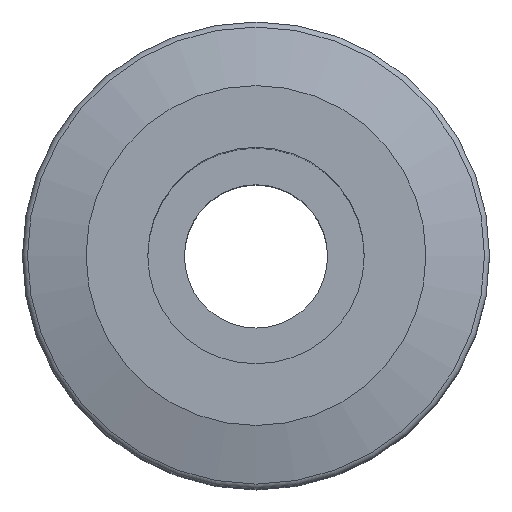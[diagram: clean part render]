
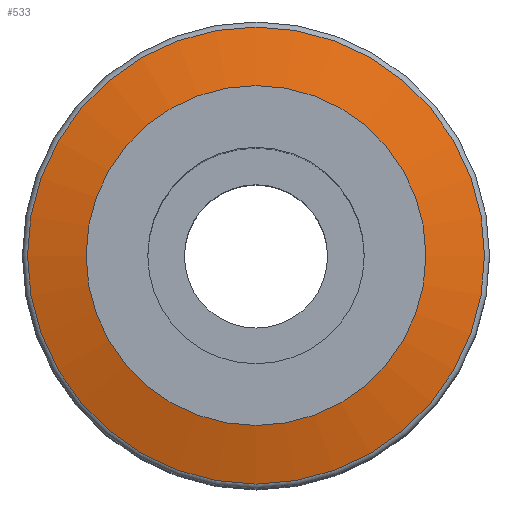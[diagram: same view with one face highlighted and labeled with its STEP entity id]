
A CAD part, top view. The second image highlights one B-rep face of the part: STEP entity #533.
In plain terms, the highlighted conical face has half-angle 75 degrees and reference radius 6.702 mm.
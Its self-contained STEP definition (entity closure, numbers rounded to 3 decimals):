
#35=CONICAL_SURFACE('',#570,6.702,1.309);
#39=ORIENTED_EDGE('',*,*,#99,.T.);
#40=ORIENTED_EDGE('',*,*,#100,.F.);
#99=EDGE_CURVE('',#129,#129,#159,.T.);
#100=EDGE_CURVE('',#130,#130,#160,.T.);
#129=VERTEX_POINT('',#757);
#130=VERTEX_POINT('',#759);
#159=CIRCLE('',#571,4.984);
#160=CIRCLE('',#572,6.702);
#189=EDGE_LOOP('',(#39));
#190=EDGE_LOOP('',(#40));
#249=FACE_BOUND('',#189,.T.);
#250=FACE_BOUND('',#190,.T.);
#533=ADVANCED_FACE('',(#249,#250),#35,.T.);
#570=AXIS2_PLACEMENT_3D('',#755,#635,#636);
#571=AXIS2_PLACEMENT_3D('',#756,#637,#638);
#572=AXIS2_PLACEMENT_3D('',#758,#639,#640);
#635=DIRECTION('',(0.,0.,-1.));
#636=DIRECTION('',(-1.,0.,0.));
#637=DIRECTION('',(0.,0.,-1.));
#638=DIRECTION('',(-1.,0.,0.));
#639=DIRECTION('',(0.,0.,-1.));
#640=DIRECTION('',(-1.,0.,0.));
#755=CARTESIAN_POINT('',(0.,0.,21.84));
#756=CARTESIAN_POINT('',(0.,0.,22.3));
#757=CARTESIAN_POINT('',(-4.984,0.,22.3));
#758=CARTESIAN_POINT('',(0.,0.,21.84));
#759=CARTESIAN_POINT('',(-6.702,0.,21.84));
